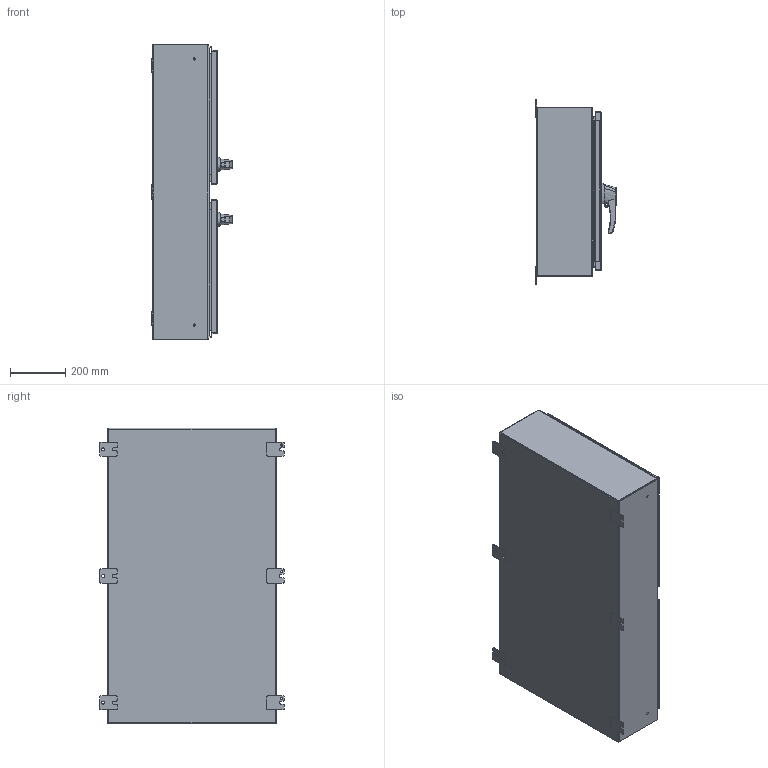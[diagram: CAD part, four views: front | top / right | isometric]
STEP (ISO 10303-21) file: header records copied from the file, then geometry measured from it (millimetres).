
FILE_DESCRIPTION (( 'STEP AP214' ), '1' );
FILE_NAME ('HN4WM24428SS.STEP', '2019-09-03T19:09:27', ( '' ), ( '' ), 'SwSTEP 2.0', 'SolidWorks 2018', '' );
FILE_SCHEMA (( 'AUTOMOTIVE_DESIGN' ));
Length unit declared in the file: inch
Products named in the file (1): HN4WM24428SS
Bounding box: 290.19 x 666.75 x 1066.8 mm (x, y, z)
Volume: 7878730.4 mm3; surface area: 6364447.9 mm2
Topology: 108 solids, 110 shells, 2624 faces, 6615 edges, 4258 vertices
Faces by surface type: plane 1243, cylinder 1101, bspline 148, cone 132
Entity records: 126420 total; most frequent: CARTESIAN_POINT 27854, ORIENTED_EDGE 13202, DIRECTION 12943, EDGE_CURVE 6601, AXIS2_PLACEMENT_3D 4667, VERTEX_POINT 4258, VECTOR 3609, LINE 3609
